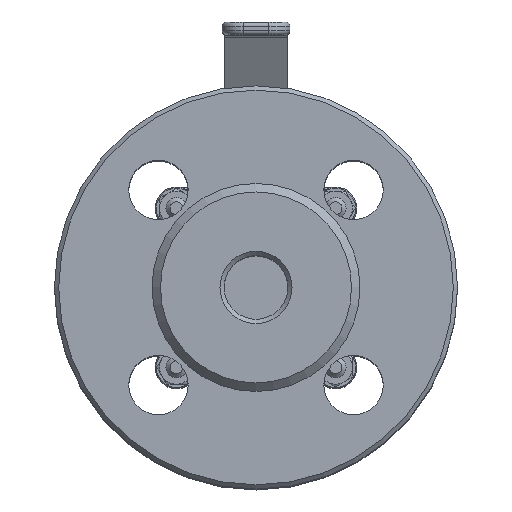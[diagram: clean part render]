
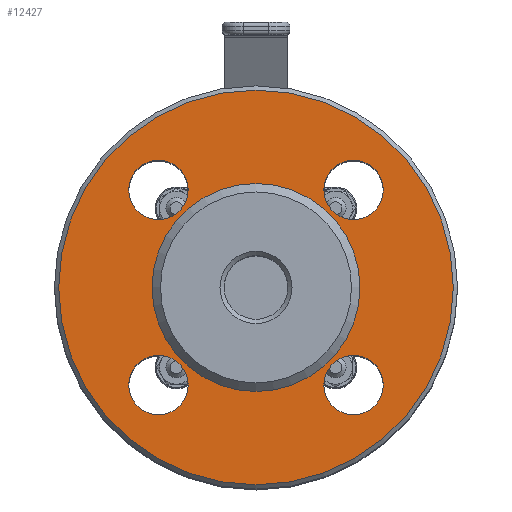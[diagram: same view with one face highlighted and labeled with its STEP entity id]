
A CAD part, top view. The second image highlights one B-rep face of the part: STEP entity #12427.
In plain terms, the highlighted face is planar.
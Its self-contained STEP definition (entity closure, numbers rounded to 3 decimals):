
#294=FACE_BOUND('',#4119,.T.);
#295=FACE_BOUND('',#4120,.T.);
#296=FACE_BOUND('',#4121,.T.);
#297=FACE_BOUND('',#4122,.T.);
#298=FACE_BOUND('',#4123,.T.);
#696=PLANE('',#13796);
#3342=FACE_OUTER_BOUND('',#4118,.T.);
#4118=EDGE_LOOP('',(#10670));
#4119=EDGE_LOOP('',(#10671));
#4120=EDGE_LOOP('',(#10672));
#4121=EDGE_LOOP('',(#10673));
#4122=EDGE_LOOP('',(#10674));
#4123=EDGE_LOOP('',(#10675));
#4736=CIRCLE('',#13792,46.5);
#4739=CIRCLE('',#13797,24.5);
#4740=CIRCLE('',#13798,7.);
#4741=CIRCLE('',#13799,7.);
#4742=CIRCLE('',#13800,7.);
#4743=CIRCLE('',#13801,7.);
#5750=VERTEX_POINT('',#24198);
#5753=VERTEX_POINT('',#24208);
#5754=VERTEX_POINT('',#24210);
#5755=VERTEX_POINT('',#24212);
#5756=VERTEX_POINT('',#24214);
#5757=VERTEX_POINT('',#24216);
#7403=EDGE_CURVE('',#5750,#5750,#4736,.T.);
#7407=EDGE_CURVE('',#5753,#5753,#4739,.T.);
#7408=EDGE_CURVE('',#5754,#5754,#4740,.T.);
#7409=EDGE_CURVE('',#5755,#5755,#4741,.T.);
#7410=EDGE_CURVE('',#5756,#5756,#4742,.T.);
#7411=EDGE_CURVE('',#5757,#5757,#4743,.T.);
#10670=ORIENTED_EDGE('',*,*,#7403,.F.);
#10671=ORIENTED_EDGE('',*,*,#7407,.F.);
#10672=ORIENTED_EDGE('',*,*,#7408,.F.);
#10673=ORIENTED_EDGE('',*,*,#7409,.F.);
#10674=ORIENTED_EDGE('',*,*,#7410,.F.);
#10675=ORIENTED_EDGE('',*,*,#7411,.F.);
#12427=ADVANCED_FACE('',(#3342,#294,#295,#296,#297,#298),#696,.F.);
#13792=AXIS2_PLACEMENT_3D('',#24200,#16872,#16873);
#13796=AXIS2_PLACEMENT_3D('',#24207,#16881,#16882);
#13797=AXIS2_PLACEMENT_3D('',#24209,#16883,#16884);
#13798=AXIS2_PLACEMENT_3D('',#24211,#16885,#16886);
#13799=AXIS2_PLACEMENT_3D('',#24213,#16887,#16888);
#13800=AXIS2_PLACEMENT_3D('',#24215,#16889,#16890);
#13801=AXIS2_PLACEMENT_3D('',#24217,#16891,#16892);
#16872=DIRECTION('center_axis',(0.,0.,1.));
#16873=DIRECTION('ref_axis',(-1.,0.,0.));
#16881=DIRECTION('center_axis',(0.,0.,1.));
#16882=DIRECTION('ref_axis',(1.,0.,0.));
#16883=DIRECTION('center_axis',(0.,0.,-1.));
#16884=DIRECTION('ref_axis',(-1.,0.,0.));
#16885=DIRECTION('center_axis',(0.,0.,-1.));
#16886=DIRECTION('ref_axis',(-1.,0.,0.));
#16887=DIRECTION('center_axis',(0.,0.,-1.));
#16888=DIRECTION('ref_axis',(-1.,0.,0.));
#16889=DIRECTION('center_axis',(0.,0.,-1.));
#16890=DIRECTION('ref_axis',(-1.,0.,0.));
#16891=DIRECTION('center_axis',(0.,0.,-1.));
#16892=DIRECTION('ref_axis',(-1.,0.,0.));
#24198=CARTESIAN_POINT('',(46.5,0.,0.));
#24200=CARTESIAN_POINT('Origin',(0.,0.,0.));
#24207=CARTESIAN_POINT('Origin',(0.,0.,0.));
#24208=CARTESIAN_POINT('',(24.5,0.,0.));
#24209=CARTESIAN_POINT('Origin',(0.,0.,0.));
#24210=CARTESIAN_POINT('',(29.981,-22.981,0.));
#24211=CARTESIAN_POINT('Origin',(22.981,-22.981,0.));
#24212=CARTESIAN_POINT('',(-15.981,-22.981,0.));
#24213=CARTESIAN_POINT('Origin',(-22.981,-22.981,0.));
#24214=CARTESIAN_POINT('',(-15.981,22.981,0.));
#24215=CARTESIAN_POINT('Origin',(-22.981,22.981,0.));
#24216=CARTESIAN_POINT('',(29.981,22.981,0.));
#24217=CARTESIAN_POINT('Origin',(22.981,22.981,0.));
